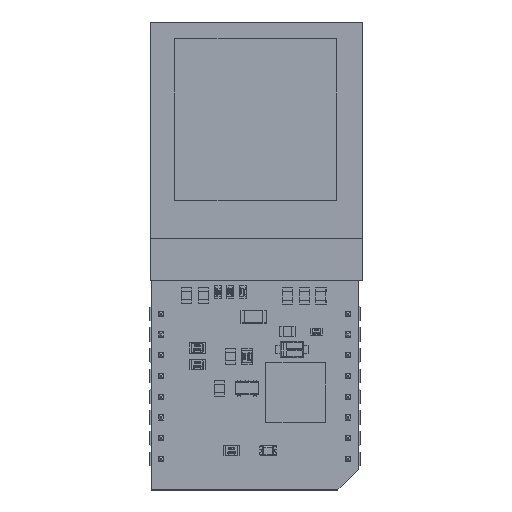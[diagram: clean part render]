
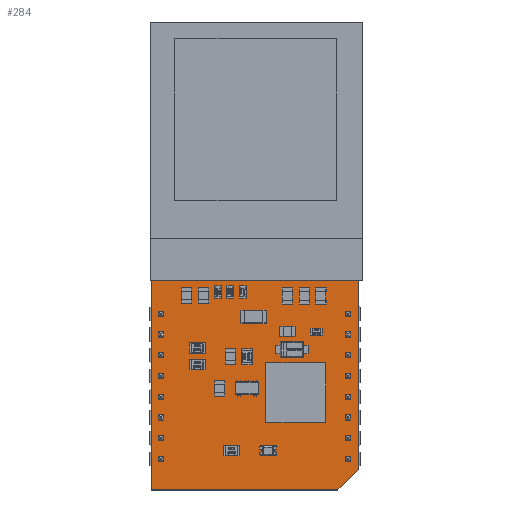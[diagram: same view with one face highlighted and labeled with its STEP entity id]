
A CAD part, top view. The second image highlights one B-rep face of the part: STEP entity #284.
In plain terms, the highlighted planar face has unit normal (0, 0, 1).
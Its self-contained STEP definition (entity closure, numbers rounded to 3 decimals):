
#123 = VERTEX_POINT('',#124);
#124 = CARTESIAN_POINT('',(-1.27,-3.81,0.));
#130 = EDGE_CURVE('',#123,#131,#133,.T.);
#131 = VERTEX_POINT('',#132);
#132 = CARTESIAN_POINT('',(-1.27,53.34,0.));
#133 = LINE('',#134,#135);
#134 = CARTESIAN_POINT('',(-1.27,-3.81,0.));
#135 = VECTOR('',#136,1.);
#136 = DIRECTION('',(0.,1.,0.));
#161 = EDGE_CURVE('',#131,#162,#164,.T.);
#162 = VERTEX_POINT('',#163);
#163 = CARTESIAN_POINT('',(24.13,53.34,0.));
#164 = LINE('',#165,#166);
#165 = CARTESIAN_POINT('',(-1.27,53.34,0.));
#166 = VECTOR('',#167,1.);
#167 = DIRECTION('',(1.,0.,0.));
#192 = EDGE_CURVE('',#162,#193,#195,.T.);
#193 = VERTEX_POINT('',#194);
#194 = CARTESIAN_POINT('',(24.13,-1.27,0.));
#195 = LINE('',#196,#197);
#196 = CARTESIAN_POINT('',(24.13,53.34,0.));
#197 = VECTOR('',#198,1.);
#198 = DIRECTION('',(0.,-1.,0.));
#223 = EDGE_CURVE('',#193,#224,#226,.T.);
#224 = VERTEX_POINT('',#225);
#225 = CARTESIAN_POINT('',(21.59,-3.81,0.));
#226 = LINE('',#227,#228);
#227 = CARTESIAN_POINT('',(24.13,-1.27,0.));
#228 = VECTOR('',#229,1.);
#229 = DIRECTION('',(-0.707,-0.707,0.));
#254 = EDGE_CURVE('',#224,#123,#255,.T.);
#255 = LINE('',#256,#257);
#256 = CARTESIAN_POINT('',(21.59,-3.81,0.));
#257 = VECTOR('',#258,1.);
#258 = DIRECTION('',(-1.,0.,0.));
#284 = ADVANCED_FACE('',(#285),#292,.T.);
#285 = FACE_BOUND('',#286,.F.);
#286 = EDGE_LOOP('',(#287,#288,#289,#290,#291));
#287 = ORIENTED_EDGE('',*,*,#130,.T.);
#288 = ORIENTED_EDGE('',*,*,#161,.T.);
#289 = ORIENTED_EDGE('',*,*,#192,.T.);
#290 = ORIENTED_EDGE('',*,*,#223,.T.);
#291 = ORIENTED_EDGE('',*,*,#254,.T.);
#292 = PLANE('',#293);
#293 = AXIS2_PLACEMENT_3D('',#294,#295,#296);
#294 = CARTESIAN_POINT('',(-1.27,-3.81,0.));
#295 = DIRECTION('',(0.,0.,1.));
#296 = DIRECTION('',(1.,0.,0.));
